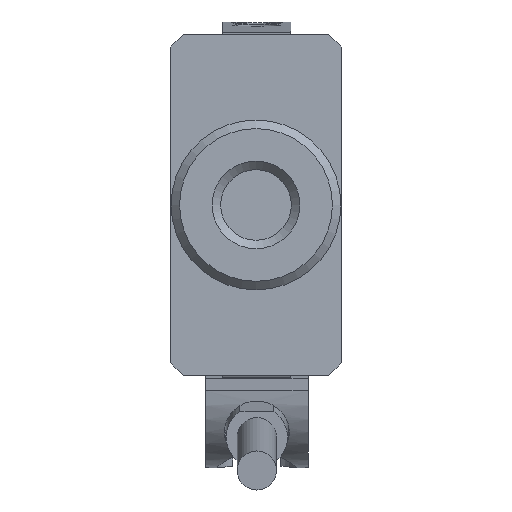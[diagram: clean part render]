
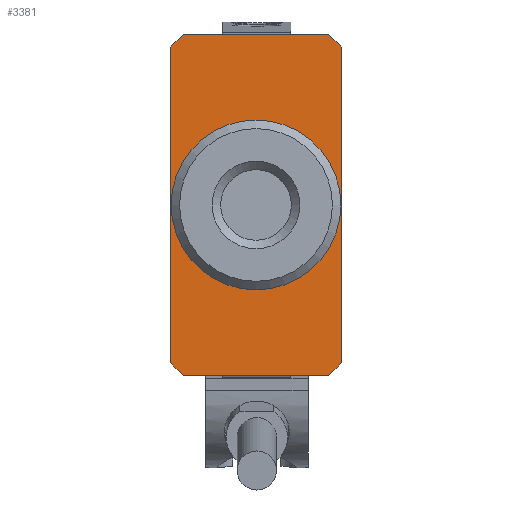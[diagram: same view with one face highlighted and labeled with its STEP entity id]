
A CAD part, left-side view. The second image highlights one B-rep face of the part: STEP entity #3381.
In plain terms, the highlighted planar face has unit normal (-1, 0, 0).
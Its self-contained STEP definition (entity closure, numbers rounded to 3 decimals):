
#79=LINE('',#5202,#283);
#84=LINE('',#5217,#288);
#87=LINE('',#5221,#291);
#88=LINE('',#5226,#292);
#89=LINE('',#5228,#293);
#90=LINE('',#5230,#294);
#91=LINE('',#5232,#295);
#92=LINE('',#5233,#296);
#283=VECTOR('',#4163,10.);
#288=VECTOR('',#4176,10.);
#291=VECTOR('',#4181,10.);
#292=VECTOR('',#4186,10.);
#293=VECTOR('',#4187,10.);
#294=VECTOR('',#4188,10.);
#295=VECTOR('',#4189,10.);
#296=VECTOR('',#4190,10.);
#478=PLANE('',#3675);
#657=FACE_BOUND('',#1078,.T.);
#833=FACE_OUTER_BOUND('',#1077,.T.);
#1077=EDGE_LOOP('',(#2374,#2375,#2376,#2377,#2378,#2379,#2380,#2381));
#1078=EDGE_LOOP('',(#2382));
#1413=CIRCLE('',#3676,4.975);
#1610=VERTEX_POINT('',#5200);
#1611=VERTEX_POINT('',#5201);
#1616=VERTEX_POINT('',#5215);
#1617=VERTEX_POINT('',#5216);
#1619=VERTEX_POINT('',#5225);
#1620=VERTEX_POINT('',#5227);
#1621=VERTEX_POINT('',#5229);
#1622=VERTEX_POINT('',#5231);
#1623=VERTEX_POINT('',#5234);
#1920=EDGE_CURVE('',#1610,#1611,#79,.T.);
#1927=EDGE_CURVE('',#1616,#1617,#84,.T.);
#1930=EDGE_CURVE('',#1611,#1616,#87,.T.);
#1932=EDGE_CURVE('',#1619,#1610,#88,.T.);
#1933=EDGE_CURVE('',#1620,#1619,#89,.T.);
#1934=EDGE_CURVE('',#1621,#1620,#90,.T.);
#1935=EDGE_CURVE('',#1622,#1621,#91,.T.);
#1936=EDGE_CURVE('',#1617,#1622,#92,.T.);
#1937=EDGE_CURVE('',#1623,#1623,#1413,.T.);
#2374=ORIENTED_EDGE('',*,*,#1927,.F.);
#2375=ORIENTED_EDGE('',*,*,#1930,.F.);
#2376=ORIENTED_EDGE('',*,*,#1920,.F.);
#2377=ORIENTED_EDGE('',*,*,#1932,.F.);
#2378=ORIENTED_EDGE('',*,*,#1933,.F.);
#2379=ORIENTED_EDGE('',*,*,#1934,.F.);
#2380=ORIENTED_EDGE('',*,*,#1935,.F.);
#2381=ORIENTED_EDGE('',*,*,#1936,.F.);
#2382=ORIENTED_EDGE('',*,*,#1937,.T.);
#3381=ADVANCED_FACE('',(#833,#657),#478,.F.);
#3675=AXIS2_PLACEMENT_3D('',#5224,#4184,#4185);
#3676=AXIS2_PLACEMENT_3D('',#5235,#4191,#4192);
#4163=DIRECTION('',(0.,-0.707,-0.707));
#4176=DIRECTION('',(0.,0.707,-0.707));
#4181=DIRECTION('',(0.,0.,-1.));
#4184=DIRECTION('center_axis',(1.,0.,0.));
#4185=DIRECTION('ref_axis',(0.,0.,-1.));
#4186=DIRECTION('',(0.,-1.,0.));
#4187=DIRECTION('',(0.,-0.707,0.707));
#4188=DIRECTION('',(0.,0.,1.));
#4189=DIRECTION('',(0.,0.707,0.707));
#4190=DIRECTION('',(0.,1.,0.));
#4191=DIRECTION('center_axis',(1.,0.,0.));
#4192=DIRECTION('ref_axis',(0.,-1.,0.));
#5200=CARTESIAN_POINT('',(15.,-4.25,10.));
#5201=CARTESIAN_POINT('',(15.,-5.,9.25));
#5202=CARTESIAN_POINT('',(15.,-5.875,8.375));
#5215=CARTESIAN_POINT('',(15.,-5.,-9.25));
#5216=CARTESIAN_POINT('',(15.,-4.25,-10.));
#5217=CARTESIAN_POINT('',(15.,-5.875,-8.375));
#5221=CARTESIAN_POINT('',(15.,-5.,10.));
#5224=CARTESIAN_POINT('Origin',(15.,0.,0.));
#5225=CARTESIAN_POINT('',(15.,4.25,10.));
#5226=CARTESIAN_POINT('',(15.,5.,10.));
#5227=CARTESIAN_POINT('',(15.,5.,9.25));
#5228=CARTESIAN_POINT('',(15.,5.875,8.375));
#5229=CARTESIAN_POINT('',(15.,5.,-9.25));
#5230=CARTESIAN_POINT('',(15.,5.,-10.));
#5231=CARTESIAN_POINT('',(15.,4.25,-10.));
#5232=CARTESIAN_POINT('',(15.,5.875,-8.375));
#5233=CARTESIAN_POINT('',(15.,-5.,-10.));
#5234=CARTESIAN_POINT('',(15.,4.975,0.));
#5235=CARTESIAN_POINT('Origin',(15.,0.,0.));
